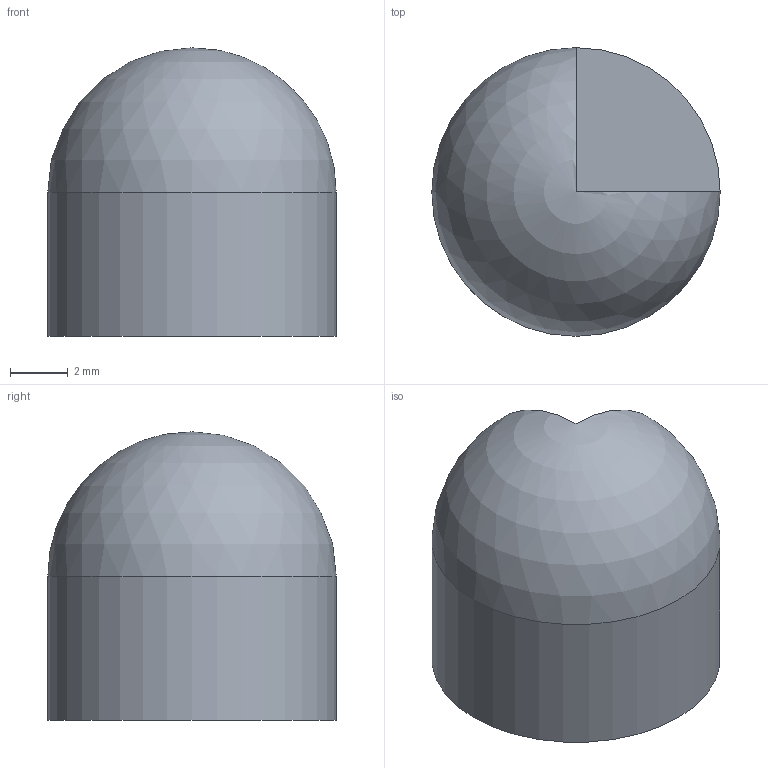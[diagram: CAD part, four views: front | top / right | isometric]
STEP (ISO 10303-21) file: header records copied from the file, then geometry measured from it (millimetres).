
FILE_DESCRIPTION(/* description */ (''),/* implementation_level */ '2;1');
FILE_NAME(/* name */ 'model1.stp',/* time_stamp */ '2018-01-22T23:30:38+01:00',/* author */ (''),/* organization */ (''),/* preprocessor_version */ 'ST-DEVELOPER v11',/* originating_system */ 'SIEMENS PLM Software NX 7.5',/* authorisation */ '');
FILE_SCHEMA (('AUTOMOTIVE_DESIGN { 1 0 10303 214 1 1 1 1 }'));
Length unit declared in the file: millimetre
Products named in the file (1): model1
Bounding box: 10 x 10 x 10 mm (x, y, z)
Volume: 589 mm3; surface area: 412.3 mm2
Topology: 1 solids, 1 shells, 6 faces, 10 edges, 5 vertices
Faces by surface type: plane 4, cylinder 1, sphere 1
Full cylindrical faces by diameter (mm): 10 x1
Entity records: 157 total; most frequent: DIRECTION 27, CARTESIAN_POINT 21, ORIENTED_EDGE 16, AXIS2_PLACEMENT_3D 12, EDGE_CURVE 8, EDGE_LOOP 7, ADVANCED_FACE 6, VERTEX_POINT 6
